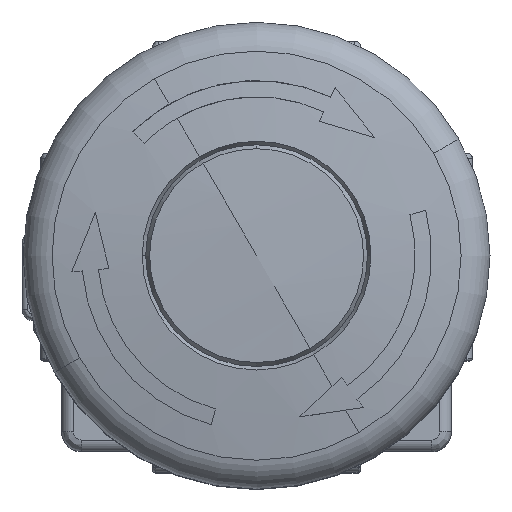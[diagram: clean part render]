
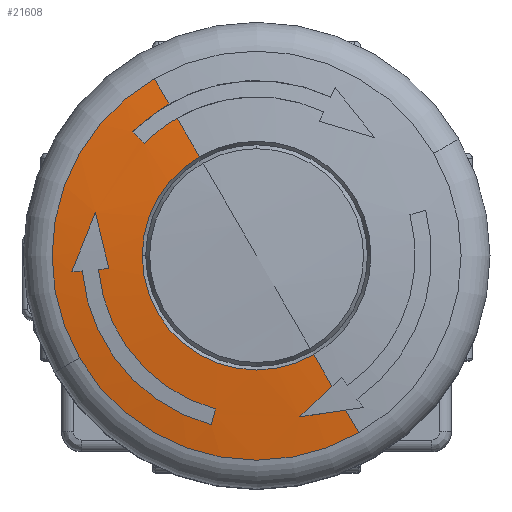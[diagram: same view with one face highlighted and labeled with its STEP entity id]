
A CAD part, top view. The second image highlights one B-rep face of the part: STEP entity #21608.
In plain terms, the highlighted spherical face has radius 100 mm.
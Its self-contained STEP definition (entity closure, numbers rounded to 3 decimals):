
#331=CARTESIAN_POINT('',(0.,0.,
51.952));
#332=DIRECTION('',(0.,0.,-1.));
#333=DIRECTION('',(-0.866,-0.5,0.));
#334=AXIS2_PLACEMENT_3D('',#331,#332,#333);
#351=CARTESIAN_POINT('',(8.656,-9.098,-46.5));
#352=DIRECTION('',(0.689,-0.724,0.));
#353=DIRECTION('',(-0.022,-0.021,1.));
#354=AXIS2_PLACEMENT_3D('',#351,#352,#353);
#356=CARTESIAN_POINT('',(2.044,-14.054,-46.5));
#357=DIRECTION('',(-0.144,0.99,0.));
#358=DIRECTION('',(0.017,0.002,1.));
#359=AXIS2_PLACEMENT_3D('',#356,#357,#358);
#361=CARTESIAN_POINT('',(-13.193,5.256,-46.5));
#362=DIRECTION('',(0.929,-0.37,0.));
#363=DIRECTION('',(-0.006,-0.016,1.));
#364=AXIS2_PLACEMENT_3D('',#361,#362,#363);
#366=CARTESIAN_POINT('',(-12.207,-2.948,
-46.5));
#367=DIRECTION('',(-0.972,-0.235,0.));
#368=DIRECTION('',(-0.004,0.019,1.));
#369=AXIS2_PLACEMENT_3D('',#366,#367,#368);
#376=CARTESIAN_POINT('',(6.459,-11.188,52.662));
#377=CARTESIAN_POINT('',(6.286,-10.889,52.707));
#378=CARTESIAN_POINT('',(5.94,-10.289,52.794));
#379=CARTESIAN_POINT('',(5.42,-9.388,52.912));
#380=CARTESIAN_POINT('',(5.073,-8.787,52.985));
#381=CARTESIAN_POINT('',(4.9,-8.487,53.019));
#393=CARTESIAN_POINT('',(0.,0.,
-46.5));
#394=DIRECTION('',(-0.866,-0.5,0.));
#395=DIRECTION('',(-0.049,0.085,0.995));
#396=AXIS2_PLACEMENT_3D('',#393,#394,#395);
#408=CARTESIAN_POINT('',(0.,0.,
-46.5));
#409=DIRECTION('',(-0.866,-0.5,0.));
#410=DIRECTION('',(-0.075,0.13,0.989));
#411=AXIS2_PLACEMENT_3D('',#408,#409,#410);
#413=CARTESIAN_POINT('',(8.763,-15.178,51.952));
#414=CARTESIAN_POINT('',(8.639,-14.963,51.996));
#415=CARTESIAN_POINT('',(8.39,-14.533,52.083));
#416=CARTESIAN_POINT('',(8.017,-13.886,52.207));
#417=CARTESIAN_POINT('',(7.768,-13.455,52.286));
#418=CARTESIAN_POINT('',(7.644,-13.239,52.325));
#513=CARTESIAN_POINT('',(0.,0.,53.019));
#514=DIRECTION('',(0.,0.,-1.));
#515=DIRECTION('',(0.5,-0.866,0.));
#516=AXIS2_PLACEMENT_3D('',#513,#514,#515);
#551=CARTESIAN_POINT('',(0.,0.,53.019));
#552=DIRECTION('',(0.,0.,-1.));
#553=DIRECTION('',(-1.,0.,0.));
#554=AXIS2_PLACEMENT_3D('',#551,#552,#553);
#593=CARTESIAN_POINT('',(0.,0.,52.571));
#594=DIRECTION('',(0.,0.,-1.));
#595=DIRECTION('',(-0.707,0.707,0.));
#596=AXIS2_PLACEMENT_3D('',#593,#594,#595);
#627=CARTESIAN_POINT('',(0.,0.,
-46.5));
#628=DIRECTION('',(0.707,0.707,0.));
#629=DIRECTION('',(-0.106,0.106,0.989));
#630=AXIS2_PLACEMENT_3D('',#627,#628,#629);
#636=CARTESIAN_POINT('',(0.,0.,52.369));
#637=DIRECTION('',(0.,0.,-1.));
#638=DIRECTION('',(-0.707,0.707,0.));
#639=AXIS2_PLACEMENT_3D('',#636,#637,#638);
#707=CARTESIAN_POINT('',(0.,0.,
51.952));
#708=DIRECTION('',(0.,0.,-1.));
#709=DIRECTION('',(0.5,-0.866,0.));
#710=AXIS2_PLACEMENT_3D('',#707,#708,#709);
#734=CARTESIAN_POINT('',(0.,0.,
-46.5));
#735=DIRECTION('',(-0.087,0.996,0.));
#736=DIRECTION('',(-0.135,-0.012,0.991));
#737=AXIS2_PLACEMENT_3D('',#734,#735,#736);
#743=CARTESIAN_POINT('',(0.,0.,52.571));
#744=DIRECTION('',(0.,0.,-1.));
#745=DIRECTION('',(-0.259,-0.966,0.));
#746=AXIS2_PLACEMENT_3D('',#743,#744,#745);
#777=CARTESIAN_POINT('',(0.,0.,
-46.5));
#778=DIRECTION('',(-0.966,0.259,0.));
#779=DIRECTION('',(-0.039,-0.145,0.989));
#780=AXIS2_PLACEMENT_3D('',#777,#778,#779);
#786=CARTESIAN_POINT('',(0.,0.,52.369));
#787=DIRECTION('',(0.,0.,-1.));
#788=DIRECTION('',(-0.259,-0.966,0.));
#789=AXIS2_PLACEMENT_3D('',#786,#787,#788);
#800=CARTESIAN_POINT('',(0.,0.,
-46.5));
#801=DIRECTION('',(-0.087,0.996,0.));
#802=DIRECTION('',(-0.158,-0.014,0.987));
#803=AXIS2_PLACEMENT_3D('',#800,#801,#802);
#17130=CARTESIAN_POINT('',(-15.178,-8.763,
51.952));
#17131=CARTESIAN_POINT('',(-8.763,15.178,
51.952));
#17132=VERTEX_POINT('',#17130);
#17133=VERTEX_POINT('',#17131);
#17134=CARTESIAN_POINT('',(8.763,-15.178,
51.952));
#17135=VERTEX_POINT('',#17134);
#17136=VERTEX_POINT('',#418);
#17137=CARTESIAN_POINT('',(3.701,-13.813,
52.472));
#17138=VERTEX_POINT('',#17137);
#17139=CARTESIAN_POINT('',(6.459,-11.188,
52.662));
#17140=VERTEX_POINT('',#17139);
#17141=VERTEX_POINT('',#381);
#17142=CARTESIAN_POINT('',(-9.799,0.,
53.019));
#17143=VERTEX_POINT('',#17142);
#17144=CARTESIAN_POINT('',(-4.9,8.487,
53.019));
#17145=VERTEX_POINT('',#17144);
#17146=CARTESIAN_POINT('',(-6.8,11.778,
52.571));
#17147=VERTEX_POINT('',#17146);
#17148=CARTESIAN_POINT('',(-9.617,9.617,
52.571));
#17149=VERTEX_POINT('',#17148);
#17150=CARTESIAN_POINT('',(-10.607,10.607,
52.369));
#17151=VERTEX_POINT('',#17150);
#17152=CARTESIAN_POINT('',(-7.5,12.99,
52.369));
#17153=VERTEX_POINT('',#17152);
#17154=CARTESIAN_POINT('',(-13.813,3.701,
52.472));
#17155=CARTESIAN_POINT('',(-15.839,-1.386,
52.228));
#17156=VERTEX_POINT('',#17154);
#17157=VERTEX_POINT('',#17155);
#17158=CARTESIAN_POINT('',(-12.652,-1.107,
52.69));
#17159=VERTEX_POINT('',#17158);
#17160=CARTESIAN_POINT('',(-13.548,-1.185,
52.571));
#17161=VERTEX_POINT('',#17160);
#17162=CARTESIAN_POINT('',(-3.52,-13.137,
52.571));
#17163=VERTEX_POINT('',#17162);
#17164=CARTESIAN_POINT('',(-3.882,-14.489,
52.369));
#17165=VERTEX_POINT('',#17164);
#17166=CARTESIAN_POINT('',(-14.943,-1.307,
52.369));
#17167=VERTEX_POINT('',#17166);
#21560=CARTESIAN_POINT('',(0.,0.,
-46.5));
#21561=DIRECTION('',(0.,0.,1.));
#21562=DIRECTION('',(-0.5,0.866,0.));
#21563=AXIS2_PLACEMENT_3D('',#21560,#21561,#21562);
#21564=SPHERICAL_SURFACE('',#21563,100.);
#21565=ORIENTED_EDGE('',*,*,#21547,.T.);
#21567=ORIENTED_EDGE('',*,*,#21566,.F.);
#21569=ORIENTED_EDGE('',*,*,#21568,.F.);
#21571=ORIENTED_EDGE('',*,*,#21570,.T.);
#21573=ORIENTED_EDGE('',*,*,#21572,.T.);
#21575=ORIENTED_EDGE('',*,*,#21574,.F.);
#21577=ORIENTED_EDGE('',*,*,#21576,.F.);
#21579=ORIENTED_EDGE('',*,*,#21578,.F.);
#21581=ORIENTED_EDGE('',*,*,#21580,.F.);
#21583=ORIENTED_EDGE('',*,*,#21582,.T.);
#21585=ORIENTED_EDGE('',*,*,#21584,.T.);
#21587=ORIENTED_EDGE('',*,*,#21586,.F.);
#21589=ORIENTED_EDGE('',*,*,#21588,.T.);
#21590=EDGE_LOOP('',(#21565,#21567,#21569,#21571,#21573,#21575,#21577,#21579,
#21581,#21583,#21585,#21587,#21589));
#21591=FACE_OUTER_BOUND('',#21590,.F.);
#21593=ORIENTED_EDGE('',*,*,#21592,.T.);
#21595=ORIENTED_EDGE('',*,*,#21594,.T.);
#21597=ORIENTED_EDGE('',*,*,#21596,.F.);
#21599=ORIENTED_EDGE('',*,*,#21598,.T.);
#21601=ORIENTED_EDGE('',*,*,#21600,.T.);
#21603=ORIENTED_EDGE('',*,*,#21602,.T.);
#21605=ORIENTED_EDGE('',*,*,#21604,.T.);
#21606=EDGE_LOOP('',(#21593,#21595,#21597,#21599,#21601,#21603,#21605));
#21607=FACE_BOUND('',#21606,.F.);
#21608=ADVANCED_FACE('',(#21591,#21607),#21564,.T.);
#335=CIRCLE('',#334,17.526);
#355=CIRCLE('',#354,99.208);
#360=CIRCLE('',#359,98.986);
#365=CIRCLE('',#364,98.986);
#370=CIRCLE('',#369,99.208);
#382=B_SPLINE_CURVE_WITH_KNOTS('',3,(#376,#377,#378,#379,#380,#381),
.UNSPECIFIED.,.F.,.F.,(4,1,1,4),(0.,0.333,0.667,1.),
.UNSPECIFIED.);
#397=CIRCLE('',#396,100.);
#412=CIRCLE('',#411,100.);
#419=B_SPLINE_CURVE_WITH_KNOTS('',3,(#413,#414,#415,#416,#417,#418),
.UNSPECIFIED.,.F.,.F.,(4,1,1,4),(0.,0.333,0.667,1.),
.UNSPECIFIED.);
#517=CIRCLE('',#516,9.799);
#555=CIRCLE('',#554,9.799);
#597=CIRCLE('',#596,13.6);
#631=CIRCLE('',#630,100.);
#640=CIRCLE('',#639,15.);
#711=CIRCLE('',#710,17.526);
#738=CIRCLE('',#737,100.);
#747=CIRCLE('',#746,13.6);
#781=CIRCLE('',#780,100.);
#790=CIRCLE('',#789,15.);
#804=CIRCLE('',#803,100.);
#21547=EDGE_CURVE('',#17132,#17133,#335,.T.);
#21566=EDGE_CURVE('',#17153,#17133,#412,.T.);
#21568=EDGE_CURVE('',#17151,#17153,#640,.T.);
#21570=EDGE_CURVE('',#17151,#17149,#631,.T.);
#21572=EDGE_CURVE('',#17149,#17147,#597,.T.);
#21574=EDGE_CURVE('',#17145,#17147,#397,.T.);
#21576=EDGE_CURVE('',#17143,#17145,#555,.T.);
#21578=EDGE_CURVE('',#17141,#17143,#517,.T.);
#21580=EDGE_CURVE('',#17140,#17141,#382,.T.);
#21582=EDGE_CURVE('',#17140,#17138,#355,.T.);
#21584=EDGE_CURVE('',#17138,#17136,#360,.T.);
#21586=EDGE_CURVE('',#17135,#17136,#419,.T.);
#21588=EDGE_CURVE('',#17135,#17132,#711,.T.);
#21592=EDGE_CURVE('',#17156,#17157,#365,.T.);
#21594=EDGE_CURVE('',#17157,#17167,#804,.T.);
#21596=EDGE_CURVE('',#17165,#17167,#790,.T.);
#21598=EDGE_CURVE('',#17165,#17163,#781,.T.);
#21600=EDGE_CURVE('',#17163,#17161,#747,.T.);
#21602=EDGE_CURVE('',#17161,#17159,#738,.T.);
#21604=EDGE_CURVE('',#17159,#17156,#370,.T.);
